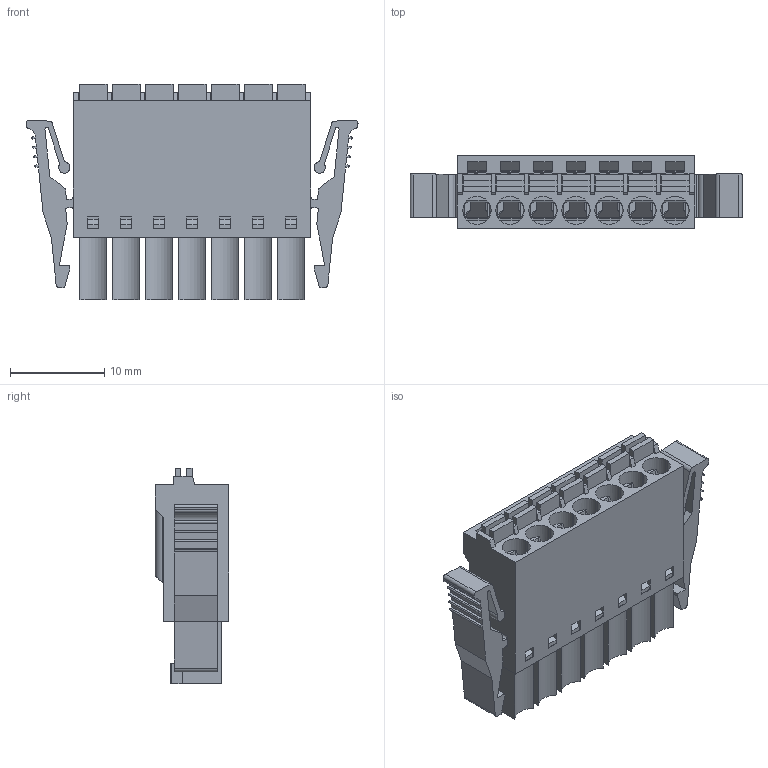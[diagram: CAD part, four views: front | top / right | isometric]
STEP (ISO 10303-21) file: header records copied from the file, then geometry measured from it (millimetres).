
FILE_DESCRIPTION( ( 'Unknown' ), '1' );
FILE_NAME( '691304130007.stp', 'Unknown', ( 'Unknown' ), ( 'Unknown' ), 'PSStep 18.0.17', 'Unknown', ' ' );
FILE_SCHEMA( ( 'AUTOMOTIVE_DESIGN { 1 0 10303 214 1 1 1 1 }' ) );
Length unit declared in the file: millimetre
Products named in the file (6): Assem1; 6913041300xx_Levier; 6913041300xx_Pin; 6913041300xx_Lamelle; 691304130007; 691304130007_Bas
Assembly tree (23 placements, depth 2):
  Assem1
    6913041300xx_Levier  x7
    6913041300xx_Pin  x7
    6913041300xx_Lamelle  x7
    691304130007
    691304130007_Bas
Bounding box: 35.2 x 7.8 x 22.8 mm (x, y, z)
Volume: 2276.2 mm3; surface area: 7987.3 mm2
Topology: 23 solids, 23 shells, 2101 faces, 5928 edges, 3875 vertices
Faces by surface type: plane 1630, cylinder 436, cone 35
Full cylindrical faces by diameter (mm): 1.2 x7
Entity records: 49359 total; most frequent: CARTESIAN_POINT 7516, ORIENTED_EDGE 6988, DIRECTION 6323, EDGE_CURVE 3494, LINE 3023, VECTOR 3023, VERTEX_POINT 2325, AXIS2_PLACEMENT_3D 1650
